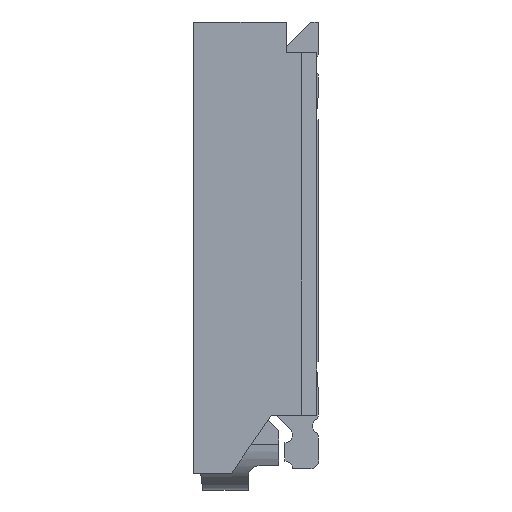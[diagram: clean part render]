
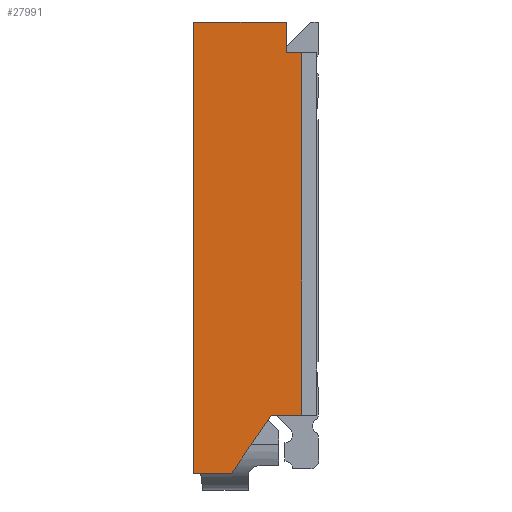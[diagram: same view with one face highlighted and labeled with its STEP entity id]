
A CAD part, left-side view. The second image highlights one B-rep face of the part: STEP entity #27991.
In plain terms, the highlighted planar face has unit normal (-1, 0, 0).
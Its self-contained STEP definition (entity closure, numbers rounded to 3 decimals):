
#46=DIRECTION ( 'NONE',  ( 0., 0., -1. ) );
#47=DIRECTION ( 'NONE',  ( 0., 0., 1. ) );
#59=DIRECTION ( 'NONE',  ( -1., 0., 0. ) );
#170=DIRECTION ( 'NONE',  ( 0., -1., 0. ) );
#217=VERTEX_POINT ( 'NONE', #22068 );
#220=VECTOR ( 'NONE', #673, 1000. );
#592=DIRECTION ( 'NONE',  ( 0., 0., 1. ) );
#673=DIRECTION ( 'NONE',  ( 0., 1., 0. ) );
#907=VECTOR ( 'NONE', #592, 1000. );
#1461=VECTOR ( 'NONE', #170, 1000. );
#1679=EDGE_CURVE ( 'NONE', #18330, #22783, #11809, .T. );
#1693=VECTOR ( 'NONE', #46, 1000. );
#3725=CARTESIAN_POINT ( 'NONE',  ( -5.65, 0.81, -2.9 ) );
#3730=CARTESIAN_POINT ( 'NONE',  ( -5.65, 0.81, 0.06 ) );
#4304=VERTEX_POINT ( 'NONE', #3730 );
#5380=CARTESIAN_POINT ( 'NONE',  ( -5.65, 0.3, -2.52 ) );
#7352=LINE ( 'NONE', #22537, #220 );
#8044=CARTESIAN_POINT ( 'NONE',  ( -5.65, 0.81, 0. ) );
#9116=CARTESIAN_POINT ( 'NONE',  ( -5.65, 0.1, -2.52 ) );
#9806=EDGE_CURVE ( 'NONE', #18330, #4304, #9844, .T. );
#9844=LINE ( 'NONE', #31045, #220 );
#10582=LINE ( 'NONE', #8044, #907 );
#11374=CARTESIAN_POINT ( 'NONE',  ( -5.65, 0.1, -0.14 ) );
#11788=CARTESIAN_POINT ( 'NONE',  ( -5.65, 0.81, -0.14 ) );
#11809=LINE ( 'NONE', #36828, #1693 );
#14155=EDGE_CURVE ( 'NONE', #217, #20484, #42163, .T. );
#15788=CARTESIAN_POINT ( 'NONE',  ( -5.65, 1.26, -2.52 ) );
#15931=ORIENTED_EDGE ( 'NONE', *, *, #45118, .F. );
#15977=VERTEX_POINT ( 'NONE', #3725 );
#16076=LINE ( 'NONE', #11788, #1461 );
#16245=EDGE_CURVE ( 'NONE', #22783, #28797, #16076, .T. );
#17088=DIRECTION ( 'NONE',  ( 0., -0.565, 0.825 ) );
#17391=CARTESIAN_POINT ( 'NONE',  ( -5.65, -0.712, -1.041 ) );
#18175=CARTESIAN_POINT ( 'NONE',  ( -5.65, 0.2, -0.14 ) );
#18330=VERTEX_POINT ( 'NONE', #31045 );
#18665=ORIENTED_EDGE ( 'NONE', *, *, #38844, .F. );
#20484=VERTEX_POINT ( 'NONE', #5380 );
#20489=CARTESIAN_POINT ( 'NONE',  ( -5.65, 0.1, 0. ) );
#21235=PLANE ( 'NONE',  #33843 );
#22068=CARTESIAN_POINT ( 'NONE',  ( -5.65, 0.56, -2.9 ) );
#22085=EDGE_CURVE ( 'NONE', #20484, #42396, #41704, .T. );
#22537=CARTESIAN_POINT ( 'NONE',  ( -5.65, 0.3, -2.9 ) );
#22783=VERTEX_POINT ( 'NONE', #18175 );
#23414=EDGE_LOOP ( 'NONE', ( #26234, #34625, #31979, #35745, #15931, #36495, #38388, #18665 ) );
#26234=ORIENTED_EDGE ( 'NONE', *, *, #16245, .F. );
#27991=ADVANCED_FACE ( 'NONE', ( #36840 ), #21235, .T. );
#28797=VERTEX_POINT ( 'NONE', #11374 );
#31045=CARTESIAN_POINT ( 'NONE',  ( -5.65, 0.2, 0.06 ) );
#31979=ORIENTED_EDGE ( 'NONE', *, *, #9806, .T. );
#33843=AXIS2_PLACEMENT_3D ( 'NONE', #8044, #59, #47 );
#34548=EDGE_CURVE ( 'NONE', #15977, #4304, #10582, .T. );
#34625=ORIENTED_EDGE ( 'NONE', *, *, #1679, .F. );
#35745=ORIENTED_EDGE ( 'NONE', *, *, #34548, .F. );
#36495=ORIENTED_EDGE ( 'NONE', *, *, #14155, .T. );
#36552=VECTOR ( 'NONE', #17088, 1000. );
#36828=CARTESIAN_POINT ( 'NONE',  ( -5.65, 0.2, 0. ) );
#36840=FACE_OUTER_BOUND ( 'NONE', #23414, .T. );
#37944=LINE ( 'NONE', #20489, #1693 );
#38388=ORIENTED_EDGE ( 'NONE', *, *, #22085, .T. );
#38844=EDGE_CURVE ( 'NONE', #28797, #42396, #37944, .T. );
#41704=LINE ( 'NONE', #15788, #1461 );
#42163=LINE ( 'NONE', #17391, #36552 );
#42396=VERTEX_POINT ( 'NONE', #9116 );
#45118=EDGE_CURVE ( 'NONE', #217, #15977, #7352, .T. );
